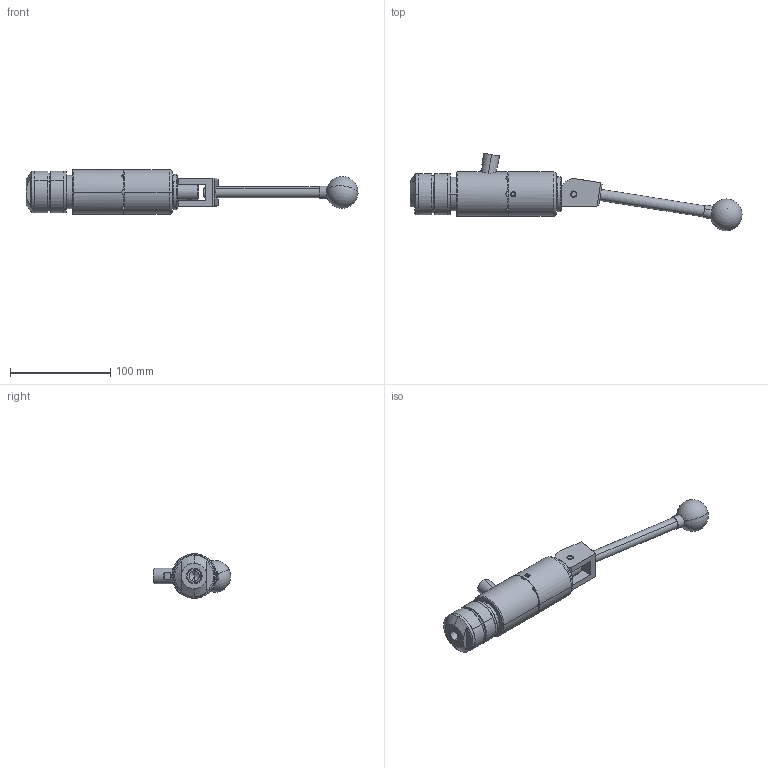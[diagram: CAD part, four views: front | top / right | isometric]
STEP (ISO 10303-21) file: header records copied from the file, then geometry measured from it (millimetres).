
FILE_DESCRIPTION (( 'STEP AP214' ), '1' );
FILE_NAME ('CTSC-003594.STEP', '2025-05-28T14:47:50', ( '' ), ( '' ), 'SwSTEP 2.0', 'SolidWorks 2023', '' );
FILE_SCHEMA (( 'AUTOMOTIVE_DESIGN' ));
Length unit declared in the file: inch
Products named in the file (1): CTSC-003594
Bounding box: 331.23 x 77.27 x 44.45 mm (x, y, z)
Volume: 256022.9 mm3; surface area: 61637.4 mm2
Topology: 11 solids, 12 shells, 298 faces, 716 edges, 453 vertices
Faces by surface type: cylinder 122, plane 109, cone 45, torus 17, bspline 3, sphere 2
Entity records: 14244 total; most frequent: CARTESIAN_POINT 3500, DIRECTION 1454, ORIENTED_EDGE 1406, EDGE_CURVE 703, AXIS2_PLACEMENT_3D 579, VERTEX_POINT 448, EDGE_LOOP 337, DIMENSIONAL_EXPONENTS 299
